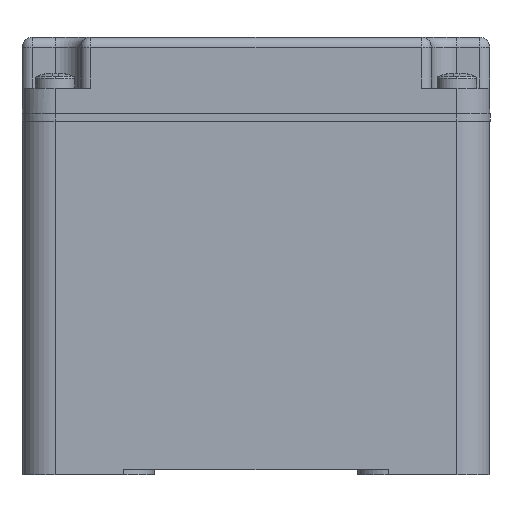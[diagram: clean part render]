
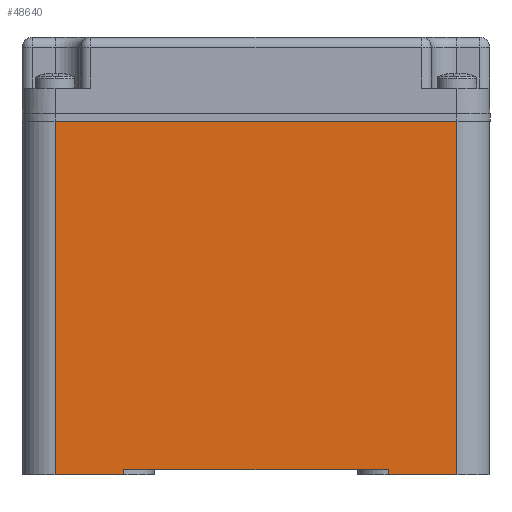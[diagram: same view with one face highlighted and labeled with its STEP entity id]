
A CAD part, front view. The second image highlights one B-rep face of the part: STEP entity #48640.
In plain terms, the highlighted planar face has unit normal (0, -1, 0).
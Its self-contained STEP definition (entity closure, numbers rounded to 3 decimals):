
#430=CARTESIAN_POINT('',(84.966,-120.755,0.));
#440=VERTEX_POINT('',#430);
#470=CARTESIAN_POINT('',(0.,-120.755,0.));
#480=DIRECTION('',(1.,0.,0.));
#490=VECTOR('',#480,1.);
#500=LINE('',#470,#490);
#510=CARTESIAN_POINT('',(98.466,-120.755,0.));
#520=VERTEX_POINT('',#510);
#530=EDGE_CURVE('',#440,#520,#500,.T.);
#5120=CARTESIAN_POINT('',(32.966,-120.755,0.));
#5130=VERTEX_POINT('',#5120);
#5650=CARTESIAN_POINT('',(19.466,-120.755,0.));
#5660=VERTEX_POINT('',#5650);
#5690=EDGE_CURVE('',#5660,#5130,#500,.T.);
#48110=CARTESIAN_POINT('',(0.,-120.755,69.5));
#48120=DIRECTION('',(-0.,-1.,-0.));
#48130=DIRECTION('',(-1.,0.,0.));
#48140=AXIS2_PLACEMENT_3D('',#48110,#48120,#48130);
#48150=PLANE('',#48140);
#48160=CARTESIAN_POINT('',(0.,-120.755,1.));
#48170=DIRECTION('',(-1.,0.,0.));
#48180=VECTOR('',#48170,1.);
#48190=LINE('',#48160,#48180);
#48200=CARTESIAN_POINT('',(84.966,-120.755,1.));
#48210=VERTEX_POINT('',#48200);
#48220=CARTESIAN_POINT('',(32.966,-120.755,1.));
#48230=VERTEX_POINT('',#48220);
#48240=EDGE_CURVE('',#48210,#48230,#48190,.T.);
#48250=ORIENTED_EDGE('',*,*,#48240,.F.);
#48260=CARTESIAN_POINT('',(32.966,-120.755,0.));
#48270=DIRECTION('',(0.,0.,1.));
#48280=VECTOR('',#48270,1.);
#48290=LINE('',#48260,#48280);
#48300=EDGE_CURVE('',#5130,#48230,#48290,.T.);
#48310=ORIENTED_EDGE('',*,*,#48300,.T.);
#48320=ORIENTED_EDGE('',*,*,#5690,.T.);
#48330=CARTESIAN_POINT('',(19.466,-120.755,0.));
#48340=DIRECTION('',(0.,0.,1.));
#48350=VECTOR('',#48340,1.);
#48360=LINE('',#48330,#48350);
#48370=CARTESIAN_POINT('',(19.466,-120.755,69.5));
#48380=VERTEX_POINT('',#48370);
#48390=EDGE_CURVE('',#5660,#48380,#48360,.T.);
#48400=ORIENTED_EDGE('',*,*,#48390,.F.);
#48410=CARTESIAN_POINT('',(0.,-120.755,69.5));
#48420=DIRECTION('',(1.,0.,0.));
#48430=VECTOR('',#48420,1.);
#48440=LINE('',#48410,#48430);
#48450=CARTESIAN_POINT('',(98.466,-120.755,69.5));
#48460=VERTEX_POINT('',#48450);
#48470=EDGE_CURVE('',#48380,#48460,#48440,.T.);
#48480=ORIENTED_EDGE('',*,*,#48470,.F.);
#48490=CARTESIAN_POINT('',(98.466,-120.755,0.));
#48500=DIRECTION('',(0.,0.,1.));
#48510=VECTOR('',#48500,1.);
#48520=LINE('',#48490,#48510);
#48530=EDGE_CURVE('',#520,#48460,#48520,.T.);
#48540=ORIENTED_EDGE('',*,*,#48530,.T.);
#48550=ORIENTED_EDGE('',*,*,#530,.T.);
#48560=CARTESIAN_POINT('',(84.966,-120.755,0.));
#48570=DIRECTION('',(0.,0.,1.));
#48580=VECTOR('',#48570,1.);
#48590=LINE('',#48560,#48580);
#48600=EDGE_CURVE('',#440,#48210,#48590,.T.);
#48610=ORIENTED_EDGE('',*,*,#48600,.F.);
#48620=EDGE_LOOP('',(#48610,#48550,#48540,#48480,#48400,#48320,#48310,
#48250));
#48630=FACE_OUTER_BOUND('',#48620,.T.);
#48640=ADVANCED_FACE('',(#48630),#48150,.T.);
